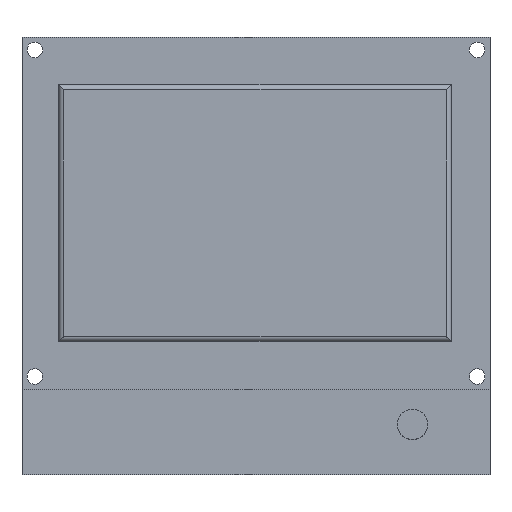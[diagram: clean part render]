
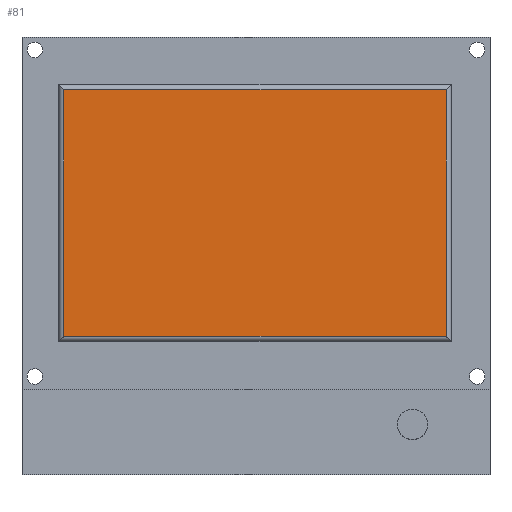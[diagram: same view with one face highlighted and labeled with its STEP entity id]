
A CAD part, top view. The second image highlights one B-rep face of the part: STEP entity #81.
In plain terms, the highlighted planar face has unit normal (0, 0, 1).
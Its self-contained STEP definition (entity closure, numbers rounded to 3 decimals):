
#81 = ADVANCED_FACE ( 'NONE', ( #853 ), #1406, .T. ) ;
#182 = DIRECTION ( 'NONE',  ( 1., 0., 0. ) ) ;
#215 = ORIENTED_EDGE ( 'NONE', *, *, #397, .F. ) ;
#277 = VECTOR ( 'NONE', #1109, 1000. ) ;
#315 = VECTOR ( 'NONE', #638, 1000. ) ;
#337 = VERTEX_POINT ( 'NONE', #1353 ) ;
#356 = VERTEX_POINT ( 'NONE', #1394 ) ;
#397 = EDGE_CURVE ( 'NONE', #1350, #1359, #1348, .T. ) ;
#470 = EDGE_CURVE ( 'NONE', #1359, #356, #714, .T. ) ;
#638 = DIRECTION ( 'NONE',  ( 0., 1., 0. ) ) ;
#647 = CARTESIAN_POINT ( 'NONE',  ( -38.2, -16., 14.6 ) ) ;
#681 = LINE ( 'NONE', #840, #277 ) ;
#714 = LINE ( 'NONE', #647, #315 ) ;
#826 = EDGE_LOOP ( 'NONE', ( #215, #1549, #1185, #920 ) ) ;
#840 = CARTESIAN_POINT ( 'NONE',  ( 37.8, 33., 14.6 ) ) ;
#847 = CARTESIAN_POINT ( 'NONE',  ( 37.8, -16., 14.6 ) ) ;
#853 = FACE_OUTER_BOUND ( 'NONE', #826, .T. ) ;
#920 = ORIENTED_EDGE ( 'NONE', *, *, #470, .F. ) ;
#931 = VECTOR ( 'NONE', #1323, 1000. ) ;
#977 = VECTOR ( 'NONE', #182, 1000. ) ;
#980 = CARTESIAN_POINT ( 'NONE',  ( -38.2, -16., 14.6 ) ) ;
#1109 = DIRECTION ( 'NONE',  ( 0., -1., 0. ) ) ;
#1165 = AXIS2_PLACEMENT_3D ( 'NONE', #1166, #1334, #1346 ) ;
#1166 = CARTESIAN_POINT ( 'NONE',  ( 0., 0., 14.6 ) ) ;
#1185 = ORIENTED_EDGE ( 'NONE', *, *, #1252, .F. ) ;
#1252 = EDGE_CURVE ( 'NONE', #356, #337, #1404, .T. ) ;
#1316 = EDGE_CURVE ( 'NONE', #337, #1350, #681, .T. ) ;
#1323 = DIRECTION ( 'NONE',  ( -1., 0., 0. ) ) ;
#1329 = CARTESIAN_POINT ( 'NONE',  ( -38.2, 33., 14.6 ) ) ;
#1331 = CARTESIAN_POINT ( 'NONE',  ( 37.8, -16., 14.6 ) ) ;
#1334 = DIRECTION ( 'NONE',  ( 0., 0., 1. ) ) ;
#1346 = DIRECTION ( 'NONE',  ( -1., 0., 0. ) ) ;
#1348 = LINE ( 'NONE', #1331, #931 ) ;
#1350 = VERTEX_POINT ( 'NONE', #847 ) ;
#1353 = CARTESIAN_POINT ( 'NONE',  ( 37.8, 33., 14.6 ) ) ;
#1359 = VERTEX_POINT ( 'NONE', #980 ) ;
#1394 = CARTESIAN_POINT ( 'NONE',  ( -38.2, 33., 14.6 ) ) ;
#1404 = LINE ( 'NONE', #1329, #977 ) ;
#1406 = PLANE ( 'NONE',  #1165 ) ;
#1549 = ORIENTED_EDGE ( 'NONE', *, *, #1316, .F. ) ;
